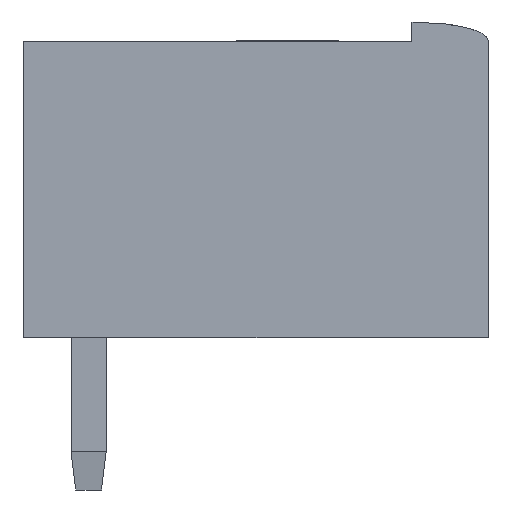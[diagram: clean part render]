
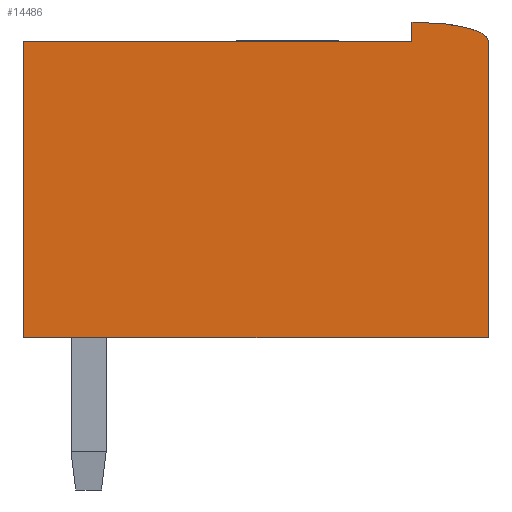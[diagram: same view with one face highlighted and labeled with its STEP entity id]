
A CAD part, left-side view. The second image highlights one B-rep face of the part: STEP entity #14486.
In plain terms, the highlighted planar face has unit normal (-1, 0, 0).
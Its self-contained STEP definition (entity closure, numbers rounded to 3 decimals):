
#503 = CARTESIAN_POINT ( 'NONE',  ( -3.49, -10.17, 8.076 ) ) ;
#660 = CARTESIAN_POINT ( 'NONE',  ( -3.49, -10.479, 7.886 ) ) ;
#679 = EDGE_CURVE ( 'NONE', #2872, #22393, #15855, .T. ) ;
#694 = DIRECTION ( 'NONE',  ( 0., 1., 0. ) ) ;
#1699 = DIRECTION ( 'NONE',  ( 0., 0., -1. ) ) ;
#1848 = EDGE_CURVE ( 'NONE', #14287, #22393, #14789, .T. ) ;
#2000 = CARTESIAN_POINT ( 'NONE',  ( -3.49, -10.5, 7.8 ) ) ;
#2135 = ORIENTED_EDGE ( 'NONE', *, *, #1848, .F. ) ;
#2872 = VERTEX_POINT ( 'NONE', #27585 ) ;
#2899 = CARTESIAN_POINT ( 'NONE',  ( -3.49, -9.057, 8.28 ) ) ;
#2931 = FACE_OUTER_BOUND ( 'NONE', #16214, .T. ) ;
#3244 = CARTESIAN_POINT ( 'NONE',  ( -3.49, -9.609, 8.216 ) ) ;
#3421 = CARTESIAN_POINT ( 'NONE',  ( -3.49, 1.7, 7.8 ) ) ;
#3477 = VECTOR ( 'NONE', #4668, 1000. ) ;
#3936 = CARTESIAN_POINT ( 'NONE',  ( -3.49, -8.5, 8.3 ) ) ;
#4299 = CARTESIAN_POINT ( 'NONE',  ( -3.49, -8.5, 7.8 ) ) ;
#4668 = DIRECTION ( 'NONE',  ( 0., -1., 0. ) ) ;
#5211 = CARTESIAN_POINT ( 'NONE',  ( -3.49, 1.7, 0. ) ) ;
#5798 = CARTESIAN_POINT ( 'NONE',  ( -3.49, -9.082, 8.278 ) ) ;
#6069 = CARTESIAN_POINT ( 'NONE',  ( -3.49, -10.5, 0. ) ) ;
#7911 = CARTESIAN_POINT ( 'NONE',  ( -3.49, -8.5, 8.3 ) ) ;
#8052 = DIRECTION ( 'NONE',  ( 0., 0., -1. ) ) ;
#8062 = CARTESIAN_POINT ( 'NONE',  ( -3.49, -10.091, 8.103 ) ) ;
#8292 = CARTESIAN_POINT ( 'NONE',  ( -3.49, 1.7, 7.8 ) ) ;
#8300 = ORIENTED_EDGE ( 'NONE', *, *, #29473, .T. ) ;
#8535 = ORIENTED_EDGE ( 'NONE', *, *, #679, .T. ) ;
#9205 = B_SPLINE_CURVE_WITH_KNOTS ( 'NONE', 3,
 ( #17862, #27661, #660, #12616, #20147, #22581, #27497, #10000, #25116, #20292, #22746, #503, #10646, #15309, #30038, #8062, #27823, #27342, #29886, #15154, #3244, #17698, #18030, #22405, #10330, #29568, #19974, #25281, #5798, #2899, #17548, #10158, #7911 ),
 .UNSPECIFIED., .F., .F.,
 ( 4, 1, 1, 1, 1, 2, 2, 1, 1, 1, 2, 2, 1, 1, 1, 1, 2, 2, 1, 1, 2, 2, 4 ),
 ( 0., 0.062, 0.094, 0.109, 0.117, 0.121, 0.125, 0.187, 0.219, 0.234, 0.242, 0.25, 0.375, 0.437, 0.469, 0.484, 0.492, 0.5, 0.625, 0.687, 0.719, 0.75, 1. ),
 .UNSPECIFIED. ) ;
#9787 = VECTOR ( 'NONE', #25606, 1000. ) ;
#10000 = CARTESIAN_POINT ( 'NONE',  ( -3.49, -10.34, 7.996 ) ) ;
#10158 = CARTESIAN_POINT ( 'NONE',  ( -3.49, -8.682, 8.3 ) ) ;
#10330 = CARTESIAN_POINT ( 'NONE',  ( -3.49, -9.483, 8.236 ) ) ;
#10352 = ORIENTED_EDGE ( 'NONE', *, *, #12706, .T. ) ;
#10646 = CARTESIAN_POINT ( 'NONE',  ( -3.49, -10.129, 8.09 ) ) ;
#12616 = CARTESIAN_POINT ( 'NONE',  ( -3.49, -10.418, 7.943 ) ) ;
#12706 = EDGE_CURVE ( 'NONE', #14287, #17899, #14989, .T. ) ;
#12971 = PLANE ( 'NONE',  #27430 ) ;
#12978 = LINE ( 'NONE', #5211, #14181 ) ;
#13908 = CARTESIAN_POINT ( 'NONE',  ( -3.49, -10.5, 7.8 ) ) ;
#14181 = VECTOR ( 'NONE', #15190, 1000. ) ;
#14287 = VERTEX_POINT ( 'NONE', #8292 ) ;
#14486 = ADVANCED_FACE ( 'NONE', ( #2931 ), #12971, .F. ) ;
#14576 = CARTESIAN_POINT ( 'NONE',  ( -3.49, 1.7, 0. ) ) ;
#14789 = LINE ( 'NONE', #24786, #3477 ) ;
#14884 = ORIENTED_EDGE ( 'NONE', *, *, #15663, .T. ) ;
#14989 = LINE ( 'NONE', #22575, #21547 ) ;
#15154 = CARTESIAN_POINT ( 'NONE',  ( -3.49, -9.652, 8.209 ) ) ;
#15190 = DIRECTION ( 'NONE',  ( 0., -1., 0. ) ) ;
#15309 = CARTESIAN_POINT ( 'NONE',  ( -3.49, -10.111, 8.096 ) ) ;
#15663 = EDGE_CURVE ( 'NONE', #17274, #2872, #9205, .T. ) ;
#15796 = LINE ( 'NONE', #13908, #9787 ) ;
#15855 = LINE ( 'NONE', #3936, #19141 ) ;
#16214 = EDGE_LOOP ( 'NONE', ( #20180, #14884, #8535, #2135, #10352, #8300 ) ) ;
#17274 = VERTEX_POINT ( 'NONE', #2000 ) ;
#17548 = CARTESIAN_POINT ( 'NONE',  ( -3.49, -8.86, 8.294 ) ) ;
#17698 = CARTESIAN_POINT ( 'NONE',  ( -3.49, -9.59, 8.219 ) ) ;
#17862 = CARTESIAN_POINT ( 'NONE',  ( -3.49, -10.5, 7.8 ) ) ;
#17899 = VERTEX_POINT ( 'NONE', #14576 ) ;
#18030 = CARTESIAN_POINT ( 'NONE',  ( -3.49, -9.578, 8.221 ) ) ;
#19141 = VECTOR ( 'NONE', #1699, 1000. ) ;
#19859 = EDGE_CURVE ( 'NONE', #17274, #31663, #15796, .T. ) ;
#19974 = CARTESIAN_POINT ( 'NONE',  ( -3.49, -9.197, 8.269 ) ) ;
#20147 = CARTESIAN_POINT ( 'NONE',  ( -3.49, -10.379, 7.972 ) ) ;
#20180 = ORIENTED_EDGE ( 'NONE', *, *, #19859, .F. ) ;
#20292 = CARTESIAN_POINT ( 'NONE',  ( -3.49, -10.301, 8.018 ) ) ;
#21547 = VECTOR ( 'NONE', #8052, 1000. ) ;
#22393 = VERTEX_POINT ( 'NONE', #4299 ) ;
#22405 = CARTESIAN_POINT ( 'NONE',  ( -3.49, -9.57, 8.222 ) ) ;
#22575 = CARTESIAN_POINT ( 'NONE',  ( -3.49, 1.7, 7.8 ) ) ;
#22581 = CARTESIAN_POINT ( 'NONE',  ( -3.49, -10.357, 7.986 ) ) ;
#22613 = DIRECTION ( 'NONE',  ( 1., 0., 0. ) ) ;
#22746 = CARTESIAN_POINT ( 'NONE',  ( -3.49, -10.246, 8.046 ) ) ;
#24786 = CARTESIAN_POINT ( 'NONE',  ( -3.49, 1.7, 7.8 ) ) ;
#25116 = CARTESIAN_POINT ( 'NONE',  ( -3.49, -10.335, 7.999 ) ) ;
#25281 = CARTESIAN_POINT ( 'NONE',  ( -3.49, -9.128, 8.275 ) ) ;
#25606 = DIRECTION ( 'NONE',  ( 0., 0., -1. ) ) ;
#27342 = CARTESIAN_POINT ( 'NONE',  ( -3.49, -9.894, 8.161 ) ) ;
#27430 = AXIS2_PLACEMENT_3D ( 'NONE', #3421, #22613, #694 ) ;
#27497 = CARTESIAN_POINT ( 'NONE',  ( -3.49, -10.347, 7.992 ) ) ;
#27585 = CARTESIAN_POINT ( 'NONE',  ( -3.49, -8.5, 8.3 ) ) ;
#27661 = CARTESIAN_POINT ( 'NONE',  ( -3.49, -10.5, 7.835 ) ) ;
#27823 = CARTESIAN_POINT ( 'NONE',  ( -3.49, -10.014, 8.128 ) ) ;
#29473 = EDGE_CURVE ( 'NONE', #17899, #31663, #12978, .T. ) ;
#29568 = CARTESIAN_POINT ( 'NONE',  ( -3.49, -9.355, 8.253 ) ) ;
#29886 = CARTESIAN_POINT ( 'NONE',  ( -3.49, -9.736, 8.194 ) ) ;
#30038 = CARTESIAN_POINT ( 'NONE',  ( -3.49, -10.099, 8.1 ) ) ;
#31663 = VERTEX_POINT ( 'NONE', #6069 ) ;
